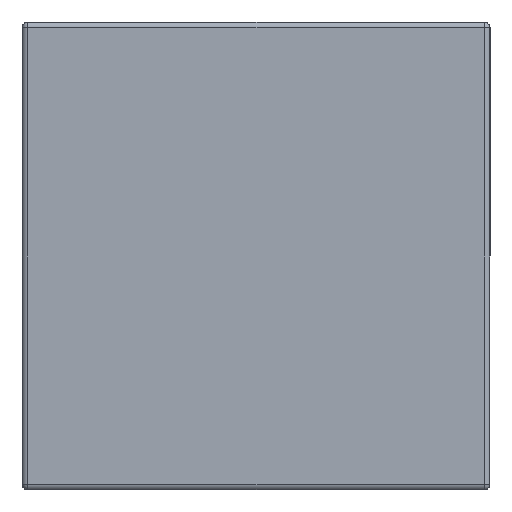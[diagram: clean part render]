
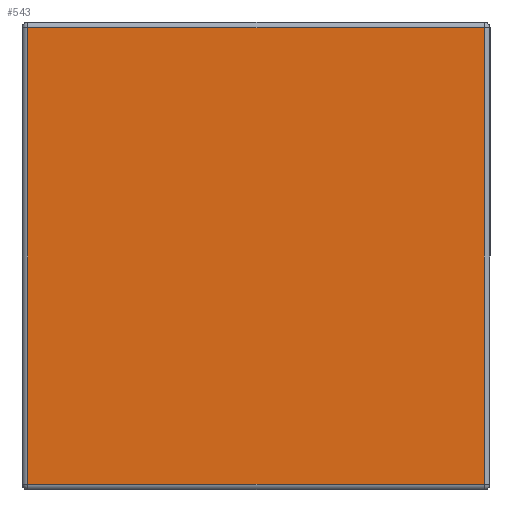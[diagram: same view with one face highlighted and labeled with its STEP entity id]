
A CAD part, left-side view. The second image highlights one B-rep face of the part: STEP entity #543.
In plain terms, the highlighted face is planar.
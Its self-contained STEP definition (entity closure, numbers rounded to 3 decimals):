
#29=PLANE('',#600);
#146=ORIENTED_EDGE('',*,*,#197,.F.);
#147=ORIENTED_EDGE('',*,*,#195,.F.);
#148=ORIENTED_EDGE('',*,*,#189,.F.);
#149=ORIENTED_EDGE('',*,*,#191,.F.);
#189=EDGE_CURVE('',#218,#219,#242,.T.);
#191=EDGE_CURVE('',#220,#218,#243,.T.);
#195=EDGE_CURVE('',#219,#221,#244,.T.);
#197=EDGE_CURVE('',#221,#220,#245,.T.);
#218=VERTEX_POINT('',#806);
#219=VERTEX_POINT('',#810);
#220=VERTEX_POINT('',#814);
#221=VERTEX_POINT('',#822);
#242=LINE('',#811,#266);
#243=LINE('',#815,#267);
#244=LINE('',#823,#268);
#245=LINE('',#826,#269);
#266=VECTOR('',#700,1000.);
#267=VECTOR('',#705,1000.);
#268=VECTOR('',#718,1000.);
#269=VECTOR('',#723,1000.);
#295=EDGE_LOOP('',(#146,#147,#148,#149));
#321=FACE_BOUND('',#295,.T.);
#543=ADVANCED_FACE('',(#321),#29,.T.);
#600=AXIS2_PLACEMENT_3D('',#828,#726,#727);
#700=DIRECTION('',(0.,0.,-1.));
#705=DIRECTION('',(-1.,0.,0.));
#718=DIRECTION('',(1.,0.,0.));
#723=DIRECTION('',(0.,0.,1.));
#726=DIRECTION('',(0.,1.,0.));
#727=DIRECTION('',(0.,0.,-1.));
#806=CARTESIAN_POINT('',(-0.39,0.8,0.39));
#810=CARTESIAN_POINT('',(-0.39,0.8,-0.39));
#811=CARTESIAN_POINT('',(-0.39,0.8,-0.4));
#814=CARTESIAN_POINT('',(0.39,0.8,0.39));
#815=CARTESIAN_POINT('',(-0.4,0.8,0.39));
#822=CARTESIAN_POINT('',(0.39,0.8,-0.39));
#823=CARTESIAN_POINT('',(0.4,0.8,-0.39));
#826=CARTESIAN_POINT('',(0.39,0.8,0.4));
#828=CARTESIAN_POINT('',(0.,0.8,0.));
